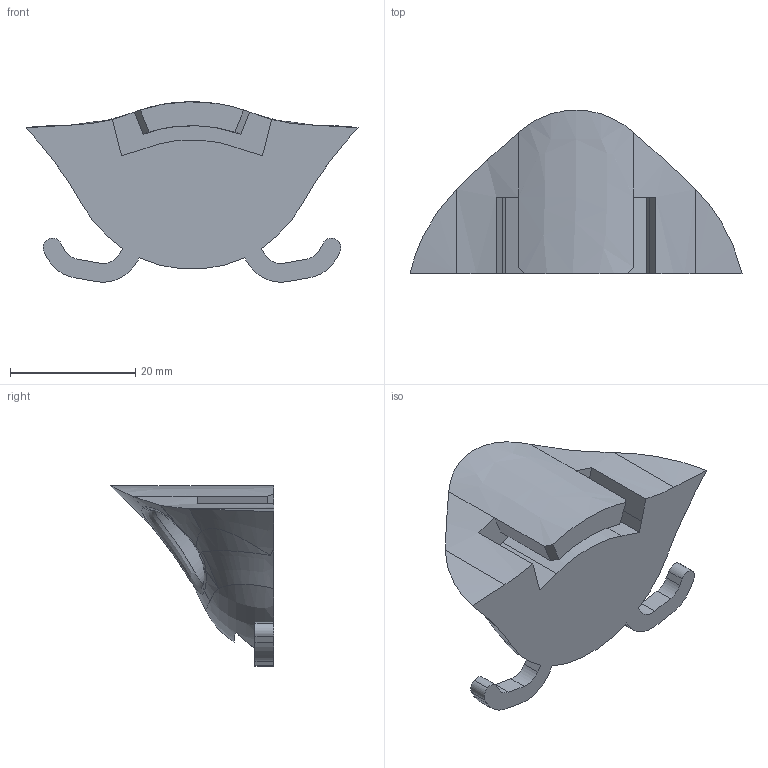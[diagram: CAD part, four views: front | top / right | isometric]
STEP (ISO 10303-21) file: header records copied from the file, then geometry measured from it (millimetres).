
FILE_DESCRIPTION (( 'STEP AP214' ), '1' );
FILE_NAME ('Ladybug head (3D).STEP', '2021-06-04T10:52:17', ( '' ), ( '' ), 'SwSTEP 2.0', 'SolidWorks 2016', '' );
FILE_SCHEMA (( 'AUTOMOTIVE_DESIGN' ));
Length unit declared in the file: millimetre
Products named in the file (2): Ladybug head (3D)
Bounding box: 52.91 x 26.06 x 28.78 mm (x, y, z)
Volume: 9392.3 mm3; surface area: 4586.5 mm2
Topology: 1 solids, 1 shells, 99 faces, 262 edges, 164 vertices
Faces by surface type: bspline 49, plane 34, cylinder 15, torus 1
Entity records: 5639 total; most frequent: CARTESIAN_POINT 3536, ORIENTED_EDGE 520, DIRECTION 303, EDGE_CURVE 260, VERTEX_POINT 164, AXIS2_PLACEMENT_3D 105, EDGE_LOOP 100, B_SPLINE_CURVE_WITH_KNOTS 100
